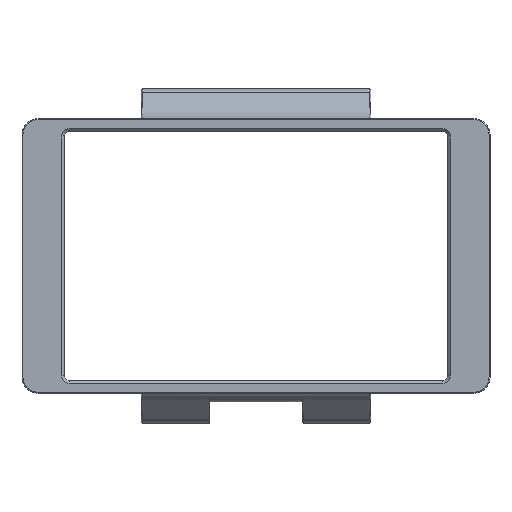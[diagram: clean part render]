
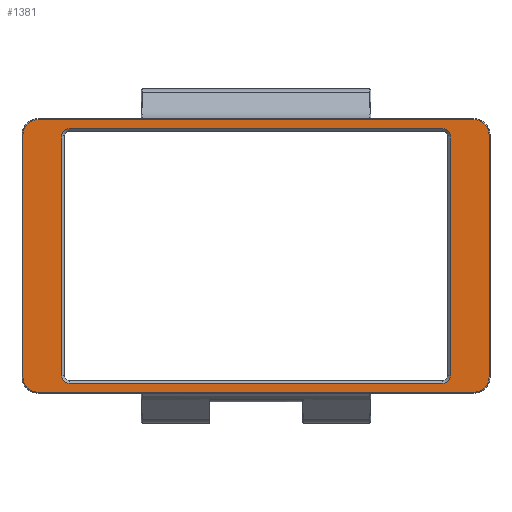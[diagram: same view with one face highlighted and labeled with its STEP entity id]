
A CAD part, top view. The second image highlights one B-rep face of the part: STEP entity #1381.
In plain terms, the highlighted planar face has unit normal (0, 0, 1).
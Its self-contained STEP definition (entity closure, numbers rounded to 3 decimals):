
#14 = EDGE_CURVE ( 'NONE', #2205, #3761, #4129, .T. ) ;
#44 = EDGE_CURVE ( 'NONE', #2250, #1771, #3461, .T. ) ;
#48 = AXIS2_PLACEMENT_3D ( 'NONE', #3633, #616, #976 ) ;
#53 = CIRCLE ( 'NONE', #2558, 3.3 ) ;
#152 = CARTESIAN_POINT ( 'NONE',  ( -40.5, 26., 18. ) ) ;
#269 = DIRECTION ( 'NONE',  ( 1., 0., 0. ) ) ;
#341 = EDGE_CURVE ( 'NONE', #1771, #3562, #509, .T. ) ;
#412 = DIRECTION ( 'NONE',  ( 0., 0., 1. ) ) ;
#433 = CARTESIAN_POINT ( 'NONE',  ( -47.25, 29.55, 18. ) ) ;
#474 = EDGE_CURVE ( 'NONE', #3072, #1789, #3763, .T. ) ;
#509 = LINE ( 'NONE', #4294, #4322 ) ;
#522 = ORIENTED_EDGE ( 'NONE', *, *, #474, .T. ) ;
#608 = CARTESIAN_POINT ( 'NONE',  ( 40.5, 26., 18. ) ) ;
#616 = DIRECTION ( 'NONE',  ( 0., 0., -1. ) ) ;
#617 = CARTESIAN_POINT ( 'NONE',  ( 47.25, -29.55, 18. ) ) ;
#660 = LINE ( 'NONE', #617, #1418 ) ;
#663 = CIRCLE ( 'NONE', #3171, 1.6 ) ;
#685 = CARTESIAN_POINT ( 'NONE',  ( 47.25, 27.6, 18. ) ) ;
#718 = EDGE_CURVE ( 'NONE', #3874, #3434, #663, .T. ) ;
#761 = CARTESIAN_POINT ( 'NONE',  ( -42.1, -26., 18. ) ) ;
#772 = ORIENTED_EDGE ( 'NONE', *, *, #4096, .T. ) ;
#786 = DIRECTION ( 'NONE',  ( 1., 0., 0. ) ) ;
#875 = CARTESIAN_POINT ( 'NONE',  ( 47.25, 26.25, 18. ) ) ;
#882 = VERTEX_POINT ( 'NONE', #3380 ) ;
#944 = CARTESIAN_POINT ( 'NONE',  ( -47.25, 29.55, 18. ) ) ;
#946 = DIRECTION ( 'NONE',  ( 1., 0., 0. ) ) ;
#976 = DIRECTION ( 'NONE',  ( 1., 0., 0. ) ) ;
#980 = VERTEX_POINT ( 'NONE', #4160 ) ;
#988 = VERTEX_POINT ( 'NONE', #1097 ) ;
#1024 = CARTESIAN_POINT ( 'NONE',  ( -40.5, 27.6, 18. ) ) ;
#1055 = EDGE_CURVE ( 'NONE', #2110, #3390, #2091, .T. ) ;
#1097 = CARTESIAN_POINT ( 'NONE',  ( 50.55, -26.25, 18. ) ) ;
#1101 = ORIENTED_EDGE ( 'NONE', *, *, #1355, .T. ) ;
#1151 = CARTESIAN_POINT ( 'NONE',  ( -42.1, 26., 18. ) ) ;
#1208 = CARTESIAN_POINT ( 'NONE',  ( 40.5, 27.6, 18. ) ) ;
#1210 = CARTESIAN_POINT ( 'NONE',  ( 47.25, -29.55, 18. ) ) ;
#1230 = DIRECTION ( 'NONE',  ( 0., 1., 0. ) ) ;
#1238 = DIRECTION ( 'NONE',  ( 0., -1., 0. ) ) ;
#1275 = EDGE_CURVE ( 'NONE', #3761, #882, #1296, .T. ) ;
#1296 = LINE ( 'NONE', #2634, #4052 ) ;
#1329 = CARTESIAN_POINT ( 'NONE',  ( 50.55, 26.25, 18. ) ) ;
#1355 = EDGE_CURVE ( 'NONE', #3390, #2205, #3163, .T. ) ;
#1381 = ADVANCED_FACE ( 'NONE', ( #1784, #1827 ), #3214, .T. ) ;
#1404 = AXIS2_PLACEMENT_3D ( 'NONE', #2119, #412, #3505 ) ;
#1418 = VECTOR ( 'NONE', #1980, 1000. ) ;
#1503 = VERTEX_POINT ( 'NONE', #1210 ) ;
#1527 = DIRECTION ( 'NONE',  ( 1., 0., 0. ) ) ;
#1540 = DIRECTION ( 'NONE',  ( 0., 0., -1. ) ) ;
#1571 = CARTESIAN_POINT ( 'NONE',  ( -42.1, 26.25, 18. ) ) ;
#1682 = DIRECTION ( 'NONE',  ( 0., -1., 0. ) ) ;
#1698 = CARTESIAN_POINT ( 'NONE',  ( 47.25, 29.55, 18. ) ) ;
#1734 = ORIENTED_EDGE ( 'NONE', *, *, #2141, .T. ) ;
#1771 = VERTEX_POINT ( 'NONE', #1794 ) ;
#1784 = FACE_OUTER_BOUND ( 'NONE', #3025, .T. ) ;
#1789 = VERTEX_POINT ( 'NONE', #761 ) ;
#1794 = CARTESIAN_POINT ( 'NONE',  ( 42.1, 26., 18. ) ) ;
#1827 = FACE_BOUND ( 'NONE', #3993, .T. ) ;
#1837 = LINE ( 'NONE', #3219, #2453 ) ;
#1913 = ORIENTED_EDGE ( 'NONE', *, *, #1984, .T. ) ;
#1978 = LINE ( 'NONE', #685, #3804 ) ;
#1980 = DIRECTION ( 'NONE',  ( 1., 0., 0. ) ) ;
#1982 = VERTEX_POINT ( 'NONE', #3382 ) ;
#1984 = EDGE_CURVE ( 'NONE', #988, #2110, #2043, .T. ) ;
#2040 = VECTOR ( 'NONE', #1230, 1000. ) ;
#2043 = LINE ( 'NONE', #1329, #3624 ) ;
#2065 = DIRECTION ( 'NONE',  ( 0., 0., 1. ) ) ;
#2091 = CIRCLE ( 'NONE', #2382, 3.3 ) ;
#2110 = VERTEX_POINT ( 'NONE', #2173 ) ;
#2119 = CARTESIAN_POINT ( 'NONE',  ( 47.25, 26.25, 18. ) ) ;
#2141 = EDGE_CURVE ( 'NONE', #1982, #3072, #1837, .T. ) ;
#2164 = AXIS2_PLACEMENT_3D ( 'NONE', #608, #3748, #4013 ) ;
#2173 = CARTESIAN_POINT ( 'NONE',  ( 50.55, 26.25, 18. ) ) ;
#2205 = VERTEX_POINT ( 'NONE', #944 ) ;
#2250 = VERTEX_POINT ( 'NONE', #1208 ) ;
#2358 = DIRECTION ( 'NONE',  ( 0., 0., 1. ) ) ;
#2382 = AXIS2_PLACEMENT_3D ( 'NONE', #875, #3250, #1527 ) ;
#2453 = VECTOR ( 'NONE', #3241, 1000. ) ;
#2480 = AXIS2_PLACEMENT_3D ( 'NONE', #4082, #2065, #4150 ) ;
#2489 = ORIENTED_EDGE ( 'NONE', *, *, #1055, .T. ) ;
#2500 = DIRECTION ( 'NONE',  ( 1., 0., 0. ) ) ;
#2558 = AXIS2_PLACEMENT_3D ( 'NONE', #4015, #3037, #946 ) ;
#2574 = ORIENTED_EDGE ( 'NONE', *, *, #3670, .T. ) ;
#2624 = CARTESIAN_POINT ( 'NONE',  ( -47.25, 26.25, 18. ) ) ;
#2634 = CARTESIAN_POINT ( 'NONE',  ( -50.55, -26.25, 18. ) ) ;
#2670 = DIRECTION ( 'NONE',  ( 0., 1., 0. ) ) ;
#2707 = ORIENTED_EDGE ( 'NONE', *, *, #341, .T. ) ;
#2726 = ORIENTED_EDGE ( 'NONE', *, *, #14, .T. ) ;
#2774 = ORIENTED_EDGE ( 'NONE', *, *, #44, .T. ) ;
#2804 = EDGE_CURVE ( 'NONE', #1789, #3874, #3995, .T. ) ;
#2871 = CARTESIAN_POINT ( 'NONE',  ( 42.1, -26., 18. ) ) ;
#2880 = ORIENTED_EDGE ( 'NONE', *, *, #3614, .T. ) ;
#3025 = EDGE_LOOP ( 'NONE', ( #3841, #1913, #2489, #1101, #2726, #3180, #772, #4314 ) ) ;
#3034 = EDGE_CURVE ( 'NONE', #980, #1503, #660, .T. ) ;
#3037 = DIRECTION ( 'NONE',  ( 0., 0., 1. ) ) ;
#3072 = VERTEX_POINT ( 'NONE', #3558 ) ;
#3073 = CIRCLE ( 'NONE', #48, 1.6 ) ;
#3115 = ORIENTED_EDGE ( 'NONE', *, *, #718, .T. ) ;
#3163 = LINE ( 'NONE', #433, #4183 ) ;
#3171 = AXIS2_PLACEMENT_3D ( 'NONE', #152, #3260, #2500 ) ;
#3180 = ORIENTED_EDGE ( 'NONE', *, *, #1275, .T. ) ;
#3214 = PLANE ( 'NONE',  #1404 ) ;
#3219 = CARTESIAN_POINT ( 'NONE',  ( 47.25, -27.6, 18. ) ) ;
#3241 = DIRECTION ( 'NONE',  ( -1., 0., 0. ) ) ;
#3250 = DIRECTION ( 'NONE',  ( 0., 0., 1. ) ) ;
#3260 = DIRECTION ( 'NONE',  ( 0., 0., -1. ) ) ;
#3380 = CARTESIAN_POINT ( 'NONE',  ( -50.55, -26.25, 18. ) ) ;
#3382 = CARTESIAN_POINT ( 'NONE',  ( 40.5, -27.6, 18. ) ) ;
#3390 = VERTEX_POINT ( 'NONE', #1698 ) ;
#3431 = CARTESIAN_POINT ( 'NONE',  ( -50.55, 26.25, 18. ) ) ;
#3434 = VERTEX_POINT ( 'NONE', #1024 ) ;
#3449 = EDGE_CURVE ( 'NONE', #1503, #988, #3930, .T. ) ;
#3461 = CIRCLE ( 'NONE', #2164, 1.6 ) ;
#3462 = AXIS2_PLACEMENT_3D ( 'NONE', #3528, #1540, #786 ) ;
#3505 = DIRECTION ( 'NONE',  ( 1., 0., 0. ) ) ;
#3528 = CARTESIAN_POINT ( 'NONE',  ( -40.5, -26., 18. ) ) ;
#3539 = AXIS2_PLACEMENT_3D ( 'NONE', #2624, #2358, #269 ) ;
#3558 = CARTESIAN_POINT ( 'NONE',  ( -40.5, -27.6, 18. ) ) ;
#3562 = VERTEX_POINT ( 'NONE', #2871 ) ;
#3614 = EDGE_CURVE ( 'NONE', #3562, #1982, #3073, .T. ) ;
#3624 = VECTOR ( 'NONE', #2670, 1000. ) ;
#3625 = ORIENTED_EDGE ( 'NONE', *, *, #2804, .T. ) ;
#3633 = CARTESIAN_POINT ( 'NONE',  ( 40.5, -26., 18. ) ) ;
#3670 = EDGE_CURVE ( 'NONE', #3434, #2250, #1978, .T. ) ;
#3748 = DIRECTION ( 'NONE',  ( 0., 0., -1. ) ) ;
#3761 = VERTEX_POINT ( 'NONE', #3431 ) ;
#3763 = CIRCLE ( 'NONE', #3462, 1.6 ) ;
#3804 = VECTOR ( 'NONE', #4394, 1000. ) ;
#3841 = ORIENTED_EDGE ( 'NONE', *, *, #3449, .T. ) ;
#3862 = DIRECTION ( 'NONE',  ( -1., 0., 0. ) ) ;
#3874 = VERTEX_POINT ( 'NONE', #1151 ) ;
#3930 = CIRCLE ( 'NONE', #2480, 3.3 ) ;
#3993 = EDGE_LOOP ( 'NONE', ( #2774, #2707, #2880, #1734, #522, #3625, #3115, #2574 ) ) ;
#3995 = LINE ( 'NONE', #1571, #2040 ) ;
#4013 = DIRECTION ( 'NONE',  ( 1., 0., 0. ) ) ;
#4015 = CARTESIAN_POINT ( 'NONE',  ( -47.25, -26.25, 18. ) ) ;
#4052 = VECTOR ( 'NONE', #1682, 1000. ) ;
#4082 = CARTESIAN_POINT ( 'NONE',  ( 47.25, -26.25, 18. ) ) ;
#4096 = EDGE_CURVE ( 'NONE', #882, #980, #53, .T. ) ;
#4129 = CIRCLE ( 'NONE', #3539, 3.3 ) ;
#4150 = DIRECTION ( 'NONE',  ( 1., 0., 0. ) ) ;
#4160 = CARTESIAN_POINT ( 'NONE',  ( -47.25, -29.55, 18. ) ) ;
#4183 = VECTOR ( 'NONE', #3862, 1000. ) ;
#4294 = CARTESIAN_POINT ( 'NONE',  ( 42.1, 26.25, 18. ) ) ;
#4314 = ORIENTED_EDGE ( 'NONE', *, *, #3034, .T. ) ;
#4322 = VECTOR ( 'NONE', #1238, 1000. ) ;
#4394 = DIRECTION ( 'NONE',  ( 1., 0., 0. ) ) ;
